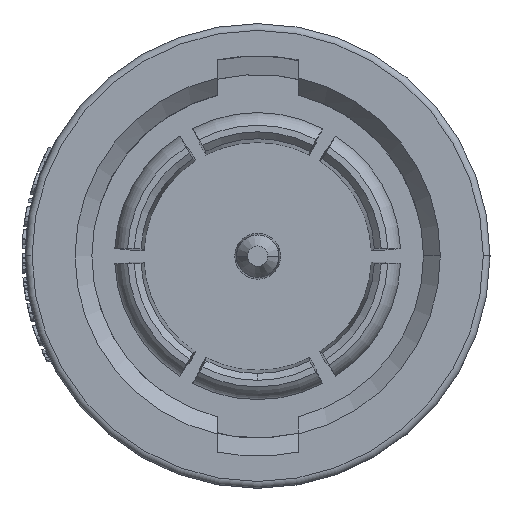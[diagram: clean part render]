
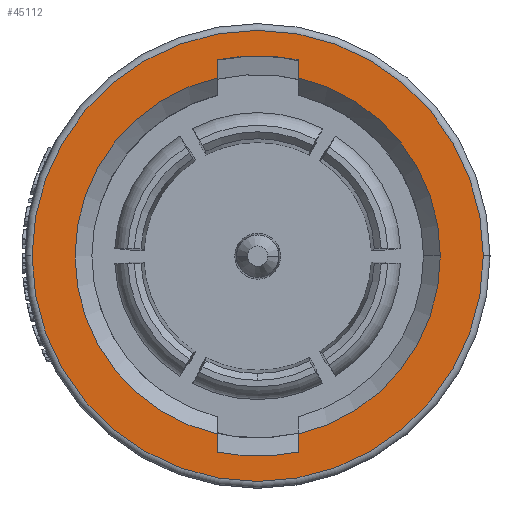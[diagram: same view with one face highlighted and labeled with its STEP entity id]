
A CAD part, top view. The second image highlights one B-rep face of the part: STEP entity #45112.
In plain terms, the highlighted planar face has unit normal (0, 0, 1).
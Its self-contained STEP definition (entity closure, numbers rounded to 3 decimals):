
#1184 = CIRCLE ( 'NONE', #28851, 5.425 ) ;
#1202 = EDGE_CURVE ( 'NONE', #36350, #43470, #17651, .T. ) ;
#1660 = DIRECTION ( 'NONE',  ( 0., 0., 1. ) ) ;
#1938 = AXIS2_PLACEMENT_3D ( 'NONE', #6944, #32938, #10661 ) ;
#2087 = CARTESIAN_POINT ( 'NONE',  ( 0., 0., 1.9 ) ) ;
#2367 = CARTESIAN_POINT ( 'NONE',  ( -1.2, 4.777, 1.9 ) ) ;
#3763 = EDGE_CURVE ( 'NONE', #4207, #28056, #10458, .T. ) ;
#3971 = VERTEX_POINT ( 'NONE', #33579 ) ;
#4207 = VERTEX_POINT ( 'NONE', #39077 ) ;
#4607 = AXIS2_PLACEMENT_3D ( 'NONE', #17908, #43949, #21621 ) ;
#5244 = VECTOR ( 'NONE', #8100, 1000. ) ;
#5845 = DIRECTION ( 'NONE',  ( 1., 0., 0. ) ) ;
#5985 = EDGE_CURVE ( 'NONE', #43470, #21160, #46828, .T. ) ;
#6848 = FACE_OUTER_BOUND ( 'NONE', #13575, .T. ) ;
#6944 = CARTESIAN_POINT ( 'NONE',  ( 0., 0., 1.9 ) ) ;
#7277 = DIRECTION ( 'NONE',  ( 1., 0., 0. ) ) ;
#8017 = ORIENTED_EDGE ( 'NONE', *, *, #3763, .F. ) ;
#8100 = DIRECTION ( 'NONE',  ( 0., -1., 0. ) ) ;
#8217 = AXIS2_PLACEMENT_3D ( 'NONE', #2087, #28088, #5845 ) ;
#9095 = CIRCLE ( 'NONE', #8217, 5.425 ) ;
#10400 = VECTOR ( 'NONE', #36261, 1000. ) ;
#10458 = LINE ( 'NONE', #2367, #30215 ) ;
#10661 = DIRECTION ( 'NONE',  ( -1., 0., 0. ) ) ;
#12139 = CARTESIAN_POINT ( 'NONE',  ( 1.2, -4.777, 1.9 ) ) ;
#12354 = CIRCLE ( 'NONE', #28626, 5.95 ) ;
#13575 = EDGE_LOOP ( 'NONE', ( #44039, #28046 ) ) ;
#14013 = CARTESIAN_POINT ( 'NONE',  ( 1.2, 4.777, 1.9 ) ) ;
#14241 = VERTEX_POINT ( 'NONE', #36865 ) ;
#15417 = ORIENTED_EDGE ( 'NONE', *, *, #38657, .F. ) ;
#15772 = EDGE_CURVE ( 'NONE', #14241, #4207, #12354, .T. ) ;
#17211 = DIRECTION ( 'NONE',  ( 0., 0., 1. ) ) ;
#17365 = ORIENTED_EDGE ( 'NONE', *, *, #1202, .F. ) ;
#17651 = CIRCLE ( 'NONE', #38401, 5.95 ) ;
#17908 = CARTESIAN_POINT ( 'NONE',  ( 0., 0., 1.9 ) ) ;
#17934 = VERTEX_POINT ( 'NONE', #47940 ) ;
#18221 = EDGE_CURVE ( 'NONE', #28056, #3971, #9095, .T. ) ;
#18517 = CARTESIAN_POINT ( 'NONE',  ( -6.7, 0., 1.9 ) ) ;
#19144 = CARTESIAN_POINT ( 'NONE',  ( 0., 0., 1.9 ) ) ;
#19730 = EDGE_CURVE ( 'NONE', #3971, #36350, #43682, .T. ) ;
#19851 = CARTESIAN_POINT ( 'NONE',  ( 6.7, 0., 1.9 ) ) ;
#19984 = CARTESIAN_POINT ( 'NONE',  ( 0., 0., 1.9 ) ) ;
#20110 = ORIENTED_EDGE ( 'NONE', *, *, #5985, .F. ) ;
#20118 = ORIENTED_EDGE ( 'NONE', *, *, #30126, .F. ) ;
#20426 = CARTESIAN_POINT ( 'NONE',  ( -1.2, 5.291, 1.9 ) ) ;
#20779 = CARTESIAN_POINT ( 'NONE',  ( 0., 0., 1.9 ) ) ;
#21160 = VERTEX_POINT ( 'NONE', #40788 ) ;
#21621 = DIRECTION ( 'NONE',  ( -1., 0., 0. ) ) ;
#22063 = CARTESIAN_POINT ( 'NONE',  ( 1.2, -5.828, 1.9 ) ) ;
#22727 = CARTESIAN_POINT ( 'NONE',  ( -1.2, -4.777, 1.9 ) ) ;
#22873 = DIRECTION ( 'NONE',  ( -1., 0., 0. ) ) ;
#23777 = DIRECTION ( 'NONE',  ( 1., 0., 0. ) ) ;
#23953 = CARTESIAN_POINT ( 'NONE',  ( 0., 0., 1.9 ) ) ;
#24693 = CIRCLE ( 'NONE', #4607, 6.7 ) ;
#25908 = EDGE_CURVE ( 'NONE', #27018, #17934, #1184, .T. ) ;
#26244 = CARTESIAN_POINT ( 'NONE',  ( 5.425, 0., 1.9 ) ) ;
#26360 = ORIENTED_EDGE ( 'NONE', *, *, #25908, .F. ) ;
#27018 = VERTEX_POINT ( 'NONE', #26244 ) ;
#27647 = DIRECTION ( 'NONE',  ( 1., 0., 0. ) ) ;
#28046 = ORIENTED_EDGE ( 'NONE', *, *, #32611, .T. ) ;
#28056 = VERTEX_POINT ( 'NONE', #20426 ) ;
#28088 = DIRECTION ( 'NONE',  ( 0., 0., 1. ) ) ;
#28626 = AXIS2_PLACEMENT_3D ( 'NONE', #19144, #45224, #22873 ) ;
#28851 = AXIS2_PLACEMENT_3D ( 'NONE', #19984, #46099, #23777 ) ;
#30126 = EDGE_CURVE ( 'NONE', #17934, #14241, #30171, .T. ) ;
#30171 = LINE ( 'NONE', #14013, #10400 ) ;
#30215 = VECTOR ( 'NONE', #32449, 1000. ) ;
#30237 = ORIENTED_EDGE ( 'NONE', *, *, #15772, .F. ) ;
#32161 = EDGE_CURVE ( 'NONE', #39454, #37137, #24693, .T. ) ;
#32449 = DIRECTION ( 'NONE',  ( 0., -1., 0. ) ) ;
#32611 = EDGE_CURVE ( 'NONE', #37137, #39454, #46783, .T. ) ;
#32760 = PLANE ( 'NONE',  #1938 ) ;
#32938 = DIRECTION ( 'NONE',  ( 0., 0., -1. ) ) ;
#33579 = CARTESIAN_POINT ( 'NONE',  ( -1.2, -5.291, 1.9 ) ) ;
#34552 = DIRECTION ( 'NONE',  ( 0., 1., 0. ) ) ;
#35672 = VECTOR ( 'NONE', #34552, 1000. ) ;
#36261 = DIRECTION ( 'NONE',  ( 0., 1., 0. ) ) ;
#36350 = VERTEX_POINT ( 'NONE', #43105 ) ;
#36835 = CIRCLE ( 'NONE', #38978, 5.425 ) ;
#36865 = CARTESIAN_POINT ( 'NONE',  ( 1.2, 5.828, 1.9 ) ) ;
#37137 = VERTEX_POINT ( 'NONE', #19851 ) ;
#38401 = AXIS2_PLACEMENT_3D ( 'NONE', #20779, #39325, #7277 ) ;
#38657 = EDGE_CURVE ( 'NONE', #21160, #27018, #36835, .T. ) ;
#38978 = AXIS2_PLACEMENT_3D ( 'NONE', #23953, #1660, #27647 ) ;
#39077 = CARTESIAN_POINT ( 'NONE',  ( -1.2, 5.828, 1.9 ) ) ;
#39325 = DIRECTION ( 'NONE',  ( 0., 0., 1. ) ) ;
#39454 = VERTEX_POINT ( 'NONE', #18517 ) ;
#39481 = CARTESIAN_POINT ( 'NONE',  ( 0., 0., 1.9 ) ) ;
#40788 = CARTESIAN_POINT ( 'NONE',  ( 1.2, -5.291, 1.9 ) ) ;
#42222 = ORIENTED_EDGE ( 'NONE', *, *, #18221, .F. ) ;
#42713 = ORIENTED_EDGE ( 'NONE', *, *, #19730, .F. ) ;
#43105 = CARTESIAN_POINT ( 'NONE',  ( -1.2, -5.828, 1.9 ) ) ;
#43263 = DIRECTION ( 'NONE',  ( -1., 0., 0. ) ) ;
#43470 = VERTEX_POINT ( 'NONE', #22063 ) ;
#43641 = EDGE_LOOP ( 'NONE', ( #30237, #20118, #26360, #15417, #20110, #17365, #42713, #42222, #8017 ) ) ;
#43682 = LINE ( 'NONE', #22727, #5244 ) ;
#43949 = DIRECTION ( 'NONE',  ( 0., 0., 1. ) ) ;
#44039 = ORIENTED_EDGE ( 'NONE', *, *, #32161, .T. ) ;
#45112 = ADVANCED_FACE ( 'NONE', ( #6848, #46471 ), #32760, .F. ) ;
#45224 = DIRECTION ( 'NONE',  ( 0., 0., 1. ) ) ;
#46099 = DIRECTION ( 'NONE',  ( 0., 0., 1. ) ) ;
#46471 = FACE_BOUND ( 'NONE', #43641, .T. ) ;
#46783 = CIRCLE ( 'NONE', #47726, 6.7 ) ;
#46828 = LINE ( 'NONE', #12139, #35672 ) ;
#47726 = AXIS2_PLACEMENT_3D ( 'NONE', #39481, #17211, #43263 ) ;
#47940 = CARTESIAN_POINT ( 'NONE',  ( 1.2, 5.291, 1.9 ) ) ;
